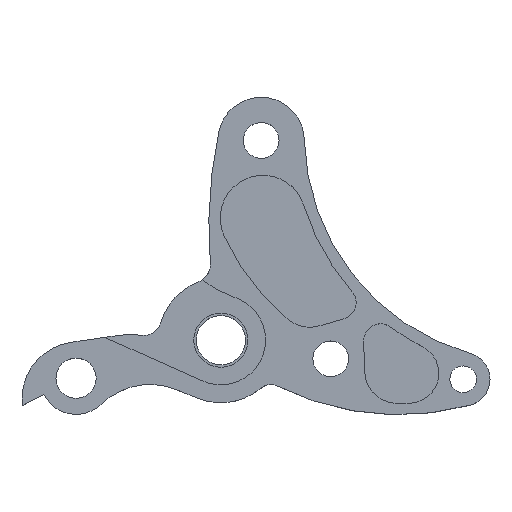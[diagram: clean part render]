
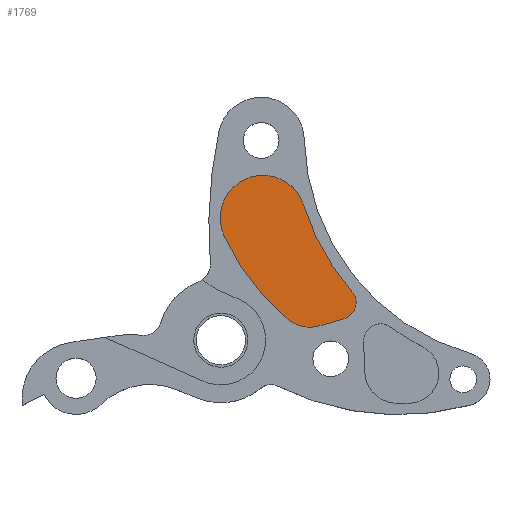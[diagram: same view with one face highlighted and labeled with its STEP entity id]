
A CAD part, top view. The second image highlights one B-rep face of the part: STEP entity #1769.
In plain terms, the highlighted planar face has unit normal (0, 0, 1).
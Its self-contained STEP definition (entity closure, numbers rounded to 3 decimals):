
#14 = CARTESIAN_POINT ( 'NONE',  ( 140.403, -163.826, -4.5 ) ) ;
#29 = EDGE_CURVE ( 'NONE', #343, #383, #2001, .T. ) ;
#83 = EDGE_CURVE ( 'NONE', #1060, #1027, #1181, .T. ) ;
#142 = DIRECTION ( 'NONE',  ( 0., 0., 1. ) ) ;
#163 = CIRCLE ( 'NONE', #1555, 7.654 ) ;
#187 = DIRECTION ( 'NONE',  ( 0., 0., -1. ) ) ;
#189 = CARTESIAN_POINT ( 'NONE',  ( 128.687, -142.066, -4.5 ) ) ;
#194 = AXIS2_PLACEMENT_3D ( 'NONE', #497, #187, #1480 ) ;
#203 = VECTOR ( 'NONE', #1650, 1000. ) ;
#217 = ORIENTED_EDGE ( 'NONE', *, *, #1773, .T. ) ;
#302 = DIRECTION ( 'NONE',  ( 1., 0., 0. ) ) ;
#314 = AXIS2_PLACEMENT_3D ( 'NONE', #1875, #142, #614 ) ;
#343 = VERTEX_POINT ( 'NONE', #189 ) ;
#346 = DIRECTION ( 'NONE',  ( 1., 0., 0. ) ) ;
#383 = VERTEX_POINT ( 'NONE', #810 ) ;
#395 = CARTESIAN_POINT ( 'NONE',  ( 119.56, -144.919, -4.5 ) ) ;
#398 = CIRCLE ( 'NONE', #194, 53.627 ) ;
#497 = CARTESIAN_POINT ( 'NONE',  ( 179.87, -126.063, -4.5 ) ) ;
#583 = CARTESIAN_POINT ( 'NONE',  ( 136.593, -163.826, -4.5 ) ) ;
#584 = ORIENTED_EDGE ( 'NONE', *, *, #1994, .T. ) ;
#589 = EDGE_LOOP ( 'NONE', ( #1546, #1671, #217, #1676, #584, #2034, #974 ) ) ;
#614 = DIRECTION ( 'NONE',  ( 1., 0., 0. ) ) ;
#627 = EDGE_CURVE ( 'NONE', #892, #919, #833, .T. ) ;
#729 = DIRECTION ( 'NONE',  ( 1., 0., 0. ) ) ;
#733 = CIRCLE ( 'NONE', #1638, 3.81 ) ;
#810 = CARTESIAN_POINT ( 'NONE',  ( 110.813, -148.783, -4.5 ) ) ;
#833 = CIRCLE ( 'NONE', #314, 3.81 ) ;
#864 = DIRECTION ( 'NONE',  ( 1., 0., 0. ) ) ;
#881 = AXIS2_PLACEMENT_3D ( 'NONE', #1903, #936, #302 ) ;
#892 = VERTEX_POINT ( 'NONE', #14 ) ;
#919 = VERTEX_POINT ( 'NONE', #1581 ) ;
#936 = DIRECTION ( 'NONE',  ( 0., 0., 1. ) ) ;
#974 = ORIENTED_EDGE ( 'NONE', *, *, #83, .T. ) ;
#1002 = FACE_OUTER_BOUND ( 'NONE', #589, .T. ) ;
#1011 = CARTESIAN_POINT ( 'NONE',  ( 132.083, -169.055, -4.5 ) ) ;
#1016 = CARTESIAN_POINT ( 'NONE',  ( 125.169, -167.618, -4.5 ) ) ;
#1022 = DIRECTION ( 'NONE',  ( 0., 0., 1. ) ) ;
#1027 = VERTEX_POINT ( 'NONE', #1786 ) ;
#1060 = VERTEX_POINT ( 'NONE', #1011 ) ;
#1148 = DIRECTION ( 'NONE',  ( 1., 0., 0. ) ) ;
#1181 = LINE ( 'NONE', #1985, #203 ) ;
#1189 = AXIS2_PLACEMENT_3D ( 'NONE', #1934, #1922, #346 ) ;
#1218 = CARTESIAN_POINT ( 'NONE',  ( 130.008, -161.687, -4.5 ) ) ;
#1222 = DIRECTION ( 'NONE',  ( 0., 0., 1. ) ) ;
#1311 = VERTEX_POINT ( 'NONE', #1016 ) ;
#1355 = EDGE_CURVE ( 'NONE', #1027, #892, #733, .T. ) ;
#1480 = DIRECTION ( 'NONE',  ( 1., 0., 0. ) ) ;
#1487 = PLANE ( 'NONE',  #1189 ) ;
#1523 = DIRECTION ( 'NONE',  ( 0., 0., 1. ) ) ;
#1546 = ORIENTED_EDGE ( 'NONE', *, *, #1355, .T. ) ;
#1555 = AXIS2_PLACEMENT_3D ( 'NONE', #1218, #1523, #729 ) ;
#1567 = AXIS2_PLACEMENT_3D ( 'NONE', #395, #1022, #1148 ) ;
#1581 = CARTESIAN_POINT ( 'NONE',  ( 139.463, -161.321, -4.5 ) ) ;
#1638 = AXIS2_PLACEMENT_3D ( 'NONE', #583, #1222, #864 ) ;
#1650 = DIRECTION ( 'NONE',  ( 0.963, 0.271, 0. ) ) ;
#1671 = ORIENTED_EDGE ( 'NONE', *, *, #627, .T. ) ;
#1676 = ORIENTED_EDGE ( 'NONE', *, *, #29, .T. ) ;
#1769 = ADVANCED_FACE ( 'NONE', ( #1002 ), #1487, .T. ) ;
#1773 = EDGE_CURVE ( 'NONE', #919, #343, #398, .T. ) ;
#1786 = CARTESIAN_POINT ( 'NONE',  ( 137.626, -167.493, -4.5 ) ) ;
#1875 = CARTESIAN_POINT ( 'NONE',  ( 136.593, -163.826, -4.5 ) ) ;
#1901 = EDGE_CURVE ( 'NONE', #1311, #1060, #163, .T. ) ;
#1903 = CARTESIAN_POINT ( 'NONE',  ( 157.281, -128.255, -4.5 ) ) ;
#1922 = DIRECTION ( 'NONE',  ( 0., 0., 1. ) ) ;
#1934 = CARTESIAN_POINT ( 'NONE',  ( 136.593, -163.826, -4.5 ) ) ;
#1958 = CIRCLE ( 'NONE', #881, 50.8 ) ;
#1985 = CARTESIAN_POINT ( 'NONE',  ( 137.626, -167.493, -4.5 ) ) ;
#1994 = EDGE_CURVE ( 'NONE', #383, #1311, #1958, .T. ) ;
#2001 = CIRCLE ( 'NONE', #1567, 9.562 ) ;
#2034 = ORIENTED_EDGE ( 'NONE', *, *, #1901, .T. ) ;
